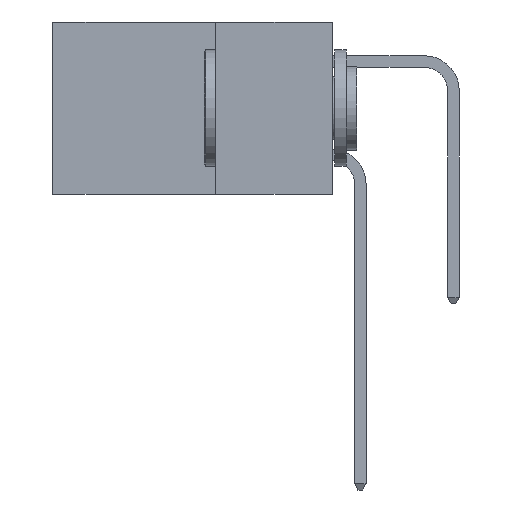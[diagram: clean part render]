
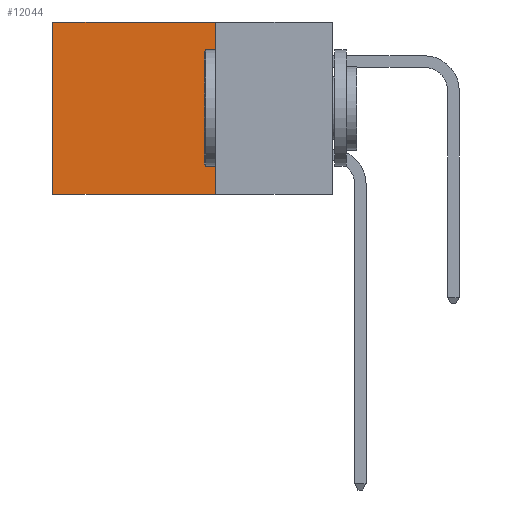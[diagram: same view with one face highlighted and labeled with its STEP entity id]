
A CAD part, left-side view. The second image highlights one B-rep face of the part: STEP entity #12044.
In plain terms, the highlighted planar face has unit normal (-1, 0, 0).
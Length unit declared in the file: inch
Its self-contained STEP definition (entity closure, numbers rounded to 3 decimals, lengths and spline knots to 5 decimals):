
#91 = CARTESIAN_POINT ( 'NONE',  ( 0.2615, 0.6, 0. ) ) ;
#799 = DIRECTION ( 'NONE',  ( 0., 0., -1. ) ) ;
#934 = CARTESIAN_POINT ( 'NONE',  ( 0.2615, 0.6, -0.37 ) ) ;
#1775 = DIRECTION ( 'NONE',  ( 0., 1., 0. ) ) ;
#1963 = CARTESIAN_POINT ( 'NONE',  ( 0.2615, 0.25, 0. ) ) ;
#2488 = VECTOR ( 'NONE', #1775, 39.37008 ) ;
#2906 = LINE ( 'NONE', #1963, #2488 ) ;
#3099 = AXIS2_PLACEMENT_3D ( 'NONE', #10614, #10526, #10489 ) ;
#3418 = CARTESIAN_POINT ( 'NONE',  ( 0.2615, 0.25, -0.37 ) ) ;
#3570 = EDGE_CURVE ( 'NONE', #5825, #6368, #11126, .T. ) ;
#4237 = DIRECTION ( 'NONE',  ( 0., 0., -1. ) ) ;
#4291 = ORIENTED_EDGE ( 'NONE', *, *, #3570, .T. ) ;
#4428 = ORIENTED_EDGE ( 'NONE', *, *, #13584, .F. ) ;
#5179 = ORIENTED_EDGE ( 'NONE', *, *, #6137, .F. ) ;
#5825 = VERTEX_POINT ( 'NONE', #91 ) ;
#6137 = EDGE_CURVE ( 'NONE', #14888, #14080, #8200, .T. ) ;
#6197 = CARTESIAN_POINT ( 'NONE',  ( 0.2615, 0.25, -0.37 ) ) ;
#6368 = VERTEX_POINT ( 'NONE', #14340 ) ;
#7125 = ORIENTED_EDGE ( 'NONE', *, *, #9851, .T. ) ;
#7777 = VECTOR ( 'NONE', #4237, 39.37008 ) ;
#8200 = LINE ( 'NONE', #8949, #7777 ) ;
#8528 = LINE ( 'NONE', #6197, #13982 ) ;
#8550 = VECTOR ( 'NONE', #799, 39.37008 ) ;
#8949 = CARTESIAN_POINT ( 'NONE',  ( 0.2615, 0.25, -0.37 ) ) ;
#9851 = EDGE_CURVE ( 'NONE', #14888, #5825, #2906, .T. ) ;
#10489 = DIRECTION ( 'NONE',  ( 0., 0., -1. ) ) ;
#10526 = DIRECTION ( 'NONE',  ( 1., 0., 0. ) ) ;
#10603 = PLANE ( 'NONE',  #3099 ) ;
#10614 = CARTESIAN_POINT ( 'NONE',  ( 0.2615, 0.25, -0.37 ) ) ;
#11126 = LINE ( 'NONE', #934, #8550 ) ;
#12044 = ADVANCED_FACE ( 'NONE', ( #12680 ), #10603, .F. ) ;
#12680 = FACE_OUTER_BOUND ( 'NONE', #14212, .T. ) ;
#13584 = EDGE_CURVE ( 'NONE', #14080, #6368, #8528, .T. ) ;
#13982 = VECTOR ( 'NONE', #16241, 39.37008 ) ;
#14080 = VERTEX_POINT ( 'NONE', #3418 ) ;
#14212 = EDGE_LOOP ( 'NONE', ( #4291, #4428, #5179, #7125 ) ) ;
#14340 = CARTESIAN_POINT ( 'NONE',  ( 0.2615, 0.6, -0.37 ) ) ;
#14888 = VERTEX_POINT ( 'NONE', #16628 ) ;
#16241 = DIRECTION ( 'NONE',  ( 0., 1., 0. ) ) ;
#16628 = CARTESIAN_POINT ( 'NONE',  ( 0.2615, 0.25, 0. ) ) ;
